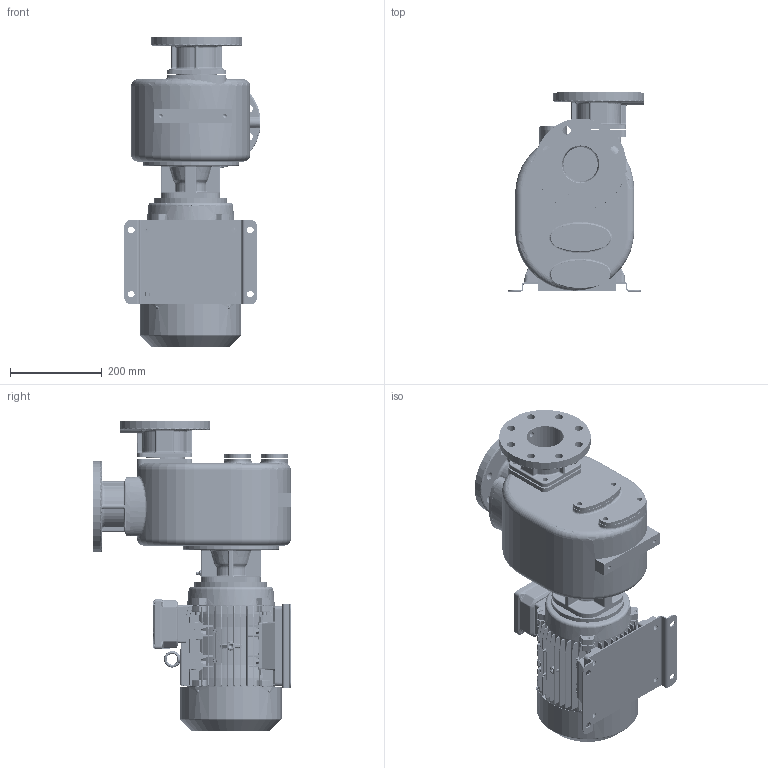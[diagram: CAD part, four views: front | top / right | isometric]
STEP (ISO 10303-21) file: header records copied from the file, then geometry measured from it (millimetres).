
FILE_DESCRIPTION((''),'2;1');
FILE_NAME('S_80_T52_F','2021-05-14T13:07:24',('Nicola'),(''),'CREO PARAMETRIC BY PTC INC, 2020342','CREO PARAMETRIC BY PTC INC, 2020342','');
FILE_SCHEMA(('CONFIG_CONTROL_DESIGN'));
Products named in the file (1): S_80_T52_F
Bounding box: 295.95 x 434 x 678.99 mm (x, y, z)
Volume: 25912257 mm3; surface area: 1575674.1 mm2
Topology: 5 solids, 5 shells, 6630 faces, 19169 edges, 12473 vertices
Faces by surface type: plane 2439, cylinder 2108, bspline 837, cone 603, torus 308, sphere 177, extrusion 158
Entity records: 299841 total; most frequent: CARTESIAN_POINT 133483, ORIENTED_EDGE 37936, DIRECTION 30736, EDGE_CURVE 18968, VERTEX_POINT 12473, AXIS2_PLACEMENT_3D 11185, VECTOR 8366, LINE 8208
